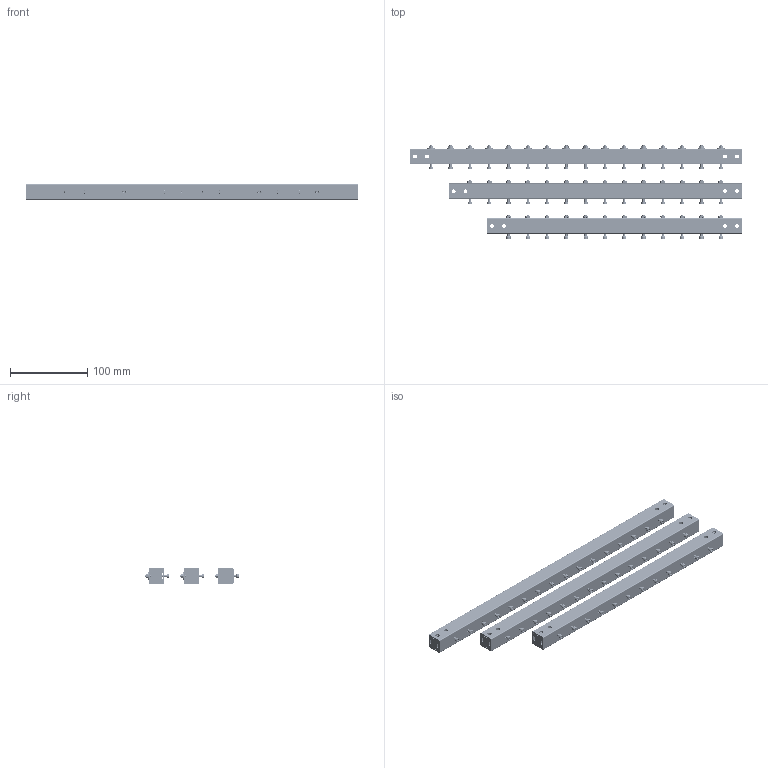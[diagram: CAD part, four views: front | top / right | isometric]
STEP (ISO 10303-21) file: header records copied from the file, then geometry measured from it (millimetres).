
FILE_DESCRIPTION (( 'STEP AP214' ), '1' );
FILE_NAME ('Carbonara_assembly_v5.STEP', '2025-07-09T00:16:32', ( '' ), ( '' ), 'SwSTEP 2.0', 'SolidWorks 2025', '' );
FILE_SCHEMA (( 'AUTOMOTIVE_DESIGN' ));
Length unit declared in the file: millimetre
Products named in the file (13): Monolith MGN12 350mm; M3 hex nut; M5 insert; Screws^Carbonara_assembly_v2; M3x28 SHCS; Carbonara_assembly_v5; M5 hex nut; Helper tube; M5x15 hex standoff; Monolith MGN12 250mm; Monolith MGN12 300mm; M3 insert; M3 washer_1
Assembly tree (141 placements, depth 3):
  Carbonara_assembly_v5
    Monolith MGN12 300mm
    Monolith MGN12 350mm
    Monolith MGN12 250mm
    M5 hex nut  x6
    M5x15 hex standoff  x6
    Helper tube  x39
    M3 insert  x36
    M5 insert  x6
    Screws^Carbonara_assembly_v2  x42
      M3 hex nut
      M3 washer_1
      M3x28 SHCS
Bounding box: 430 x 121 x 20 mm (x, y, z)
Volume: 281373 mm3; surface area: 336487.6 mm2
Topology: 222 solids, 222 shells, 6093 faces, 15375 edges, 9876 vertices
Faces by surface type: plane 2910, cylinder 1923, cone 1176, bspline 84
Entity records: 23622 total; most frequent: CARTESIAN_POINT 3776, DIRECTION 3319, ORIENTED_EDGE 2964, EDGE_CURVE 1482, AXIS2_PLACEMENT_3D 1292, VERTEX_POINT 973, EDGE_LOOP 777, LINE 735
